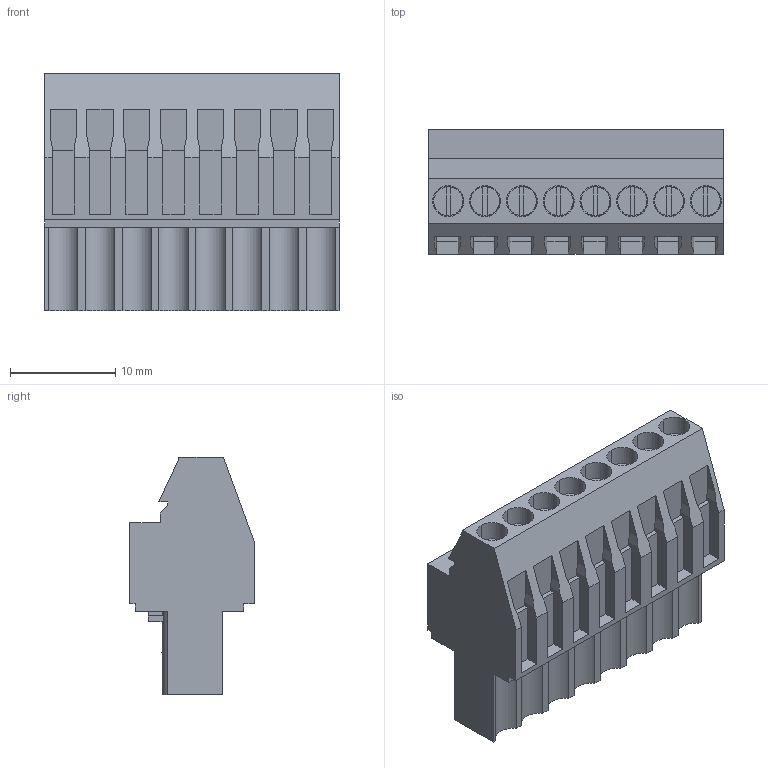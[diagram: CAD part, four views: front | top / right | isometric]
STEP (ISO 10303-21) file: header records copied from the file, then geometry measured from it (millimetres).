
FILE_DESCRIPTION(('CATIA V5 STEP Exchange','CAx-IF Rec.Pracs.--- Model Styling and Organization---1.2---2011-12-15'),'2;1');
FILE_NAME ('D1454012_0_1638610000_1638610000.stp','2017-04-18T07:18:39+00:00',('none'),('Weidmueller'),'CATIA Version 5-6 Release 2014','CATIA V5 STEP AP214','none');
FILE_SCHEMA(('AUTOMOTIVE_DESIGN { 1 0 10303 214 1 1 1 1 }'));
Length unit declared in the file: millimetre
Products named in the file (1): 1638610000
Bounding box: 28 x 11.83 x 22.6 mm (x, y, z)
Volume: 4307.6 mm3; surface area: 3426.2 mm2
Topology: 9 solids, 9 shells, 470 faces, 1295 edges, 875 vertices
Faces by surface type: plane 406, cylinder 64
Entity records: 14038 total; most frequent: CARTESIAN_POINT 2592, ORIENTED_EDGE 2590, DIRECTION 1929, EDGE_CURVE 1295, VECTOR 1087, LINE 1087, VERTEX_POINT 875, AXIS2_PLACEMENT_3D 518
